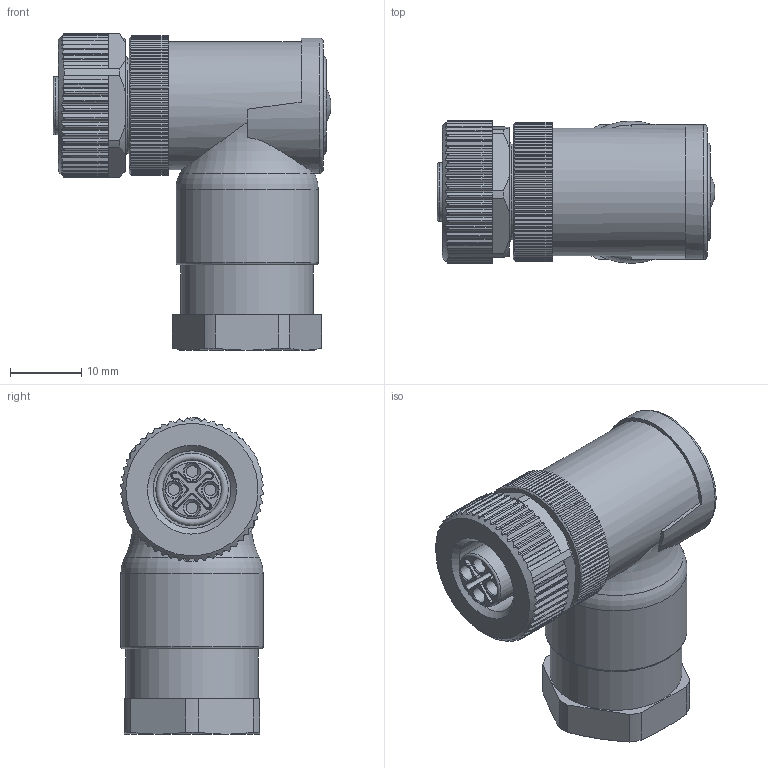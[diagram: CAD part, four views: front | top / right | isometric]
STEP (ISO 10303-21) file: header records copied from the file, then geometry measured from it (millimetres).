
FILE_DESCRIPTION(/* description */ (''),/* implementation_level */ '2;1');
FILE_NAME(/* name */ '99 0690 58 04 001_00.stp',/* time_stamp */ '2013-10-07T09:40:16+02:00',/* author */ (''),/* organization */ (''),/* preprocessor_version */ 'ST-DEVELOPER v14',/* originating_system */ 'SIEMENS PLM Software NX 8.0',/* authorisation */ '');
FILE_SCHEMA (('AUTOMOTIVE_DESIGN { 1 0 10303 214 3 1 1 1 }'));
Length unit declared in the file: millimetre
Products named in the file (1): cerl09408E36abzb
Bounding box: 39.1 x 20.17 x 44.5 mm (x, y, z)
Volume: 17595.2 mm3; surface area: 6145.8 mm2
Topology: 1 solids, 1 shells, 731 faces, 2030 edges, 1317 vertices
Faces by surface type: plane 390, cylinder 279, cone 28, torus 27, sphere 6, bspline 1
Full cylindrical faces by diameter (mm): 1.6 x4, 2.25 x5, 2.35 x4, 8.2 x1, 10.917 x1, 13.5 x1, 18 x1, 18.6 x1, 19 x1, 20 x1
Entity records: 24629 total; most frequent: CARTESIAN_POINT 6618, ORIENTED_EDGE 3918, DIRECTION 3522, EDGE_CURVE 1959, VERTEX_POINT 1296, AXIS2_PLACEMENT_3D 1256, LINE 1010, VECTOR 1010
